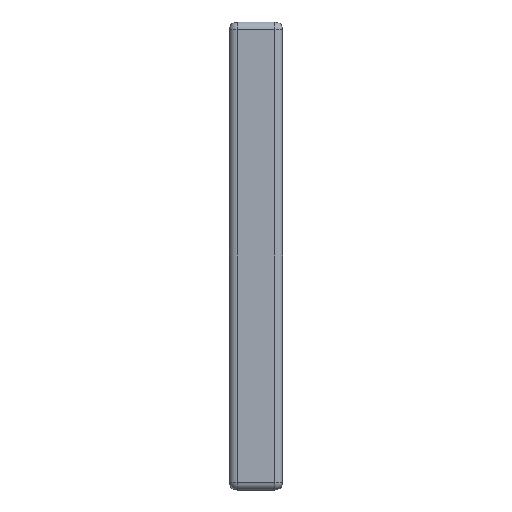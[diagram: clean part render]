
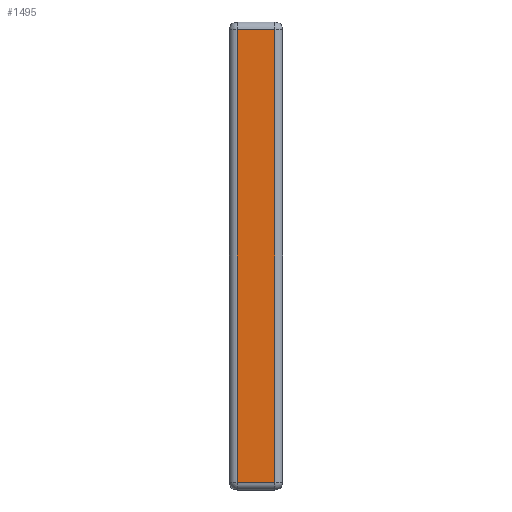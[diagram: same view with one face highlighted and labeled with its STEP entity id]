
A CAD part, left-side view. The second image highlights one B-rep face of the part: STEP entity #1495.
In plain terms, the highlighted planar face has unit normal (-1, 0, 0).
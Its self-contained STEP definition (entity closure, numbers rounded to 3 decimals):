
#105=PLANE('',#1683);
#144=FACE_OUTER_BOUND('',#292,.T.);
#292=EDGE_LOOP('',(#1158,#1159,#1160,#1161));
#480=LINE('',#2455,#583);
#484=LINE('',#2485,#587);
#486=LINE('',#2491,#589);
#487=LINE('',#2492,#590);
#583=VECTOR('',#1973,10.);
#587=VECTOR('',#2015,10.);
#589=VECTOR('',#2021,10.);
#590=VECTOR('',#2022,10.);
#753=VERTEX_POINT('',#2452);
#754=VERTEX_POINT('',#2454);
#761=VERTEX_POINT('',#2484);
#763=VERTEX_POINT('',#2490);
#895=EDGE_CURVE('',#753,#754,#480,.T.);
#910=EDGE_CURVE('',#754,#761,#484,.T.);
#913=EDGE_CURVE('',#763,#753,#486,.T.);
#914=EDGE_CURVE('',#761,#763,#487,.T.);
#1158=ORIENTED_EDGE('',*,*,#895,.F.);
#1159=ORIENTED_EDGE('',*,*,#913,.F.);
#1160=ORIENTED_EDGE('',*,*,#914,.F.);
#1161=ORIENTED_EDGE('',*,*,#910,.F.);
#1495=ADVANCED_FACE('',(#144),#105,.T.);
#1683=AXIS2_PLACEMENT_3D('',#2489,#2019,#2020);
#1973=DIRECTION('',(0.,0.,-1.));
#2015=DIRECTION('',(0.,1.,0.));
#2019=DIRECTION('center_axis',(-1.,0.,0.));
#2020=DIRECTION('ref_axis',(0.,0.,
1.));
#2021=DIRECTION('',(0.,-1.,0.));
#2022=DIRECTION('',(0.,0.,1.));
#2452=CARTESIAN_POINT('',(-62.799,-4.36,42.496));
#2454=CARTESIAN_POINT('',(-62.799,-4.36,-42.404));
#2455=CARTESIAN_POINT('',(-62.799,-4.36,-21.929));
#2484=CARTESIAN_POINT('',(-62.799,2.74,-42.404));
#2485=CARTESIAN_POINT('',(-62.799,-2.86,-42.404));
#2489=CARTESIAN_POINT('Origin',(-62.799,-2.86,-43.904));
#2490=CARTESIAN_POINT('',(-62.799,2.74,42.496));
#2491=CARTESIAN_POINT('',(-62.799,-2.86,42.496));
#2492=CARTESIAN_POINT('',(-62.799,2.74,-21.929));
